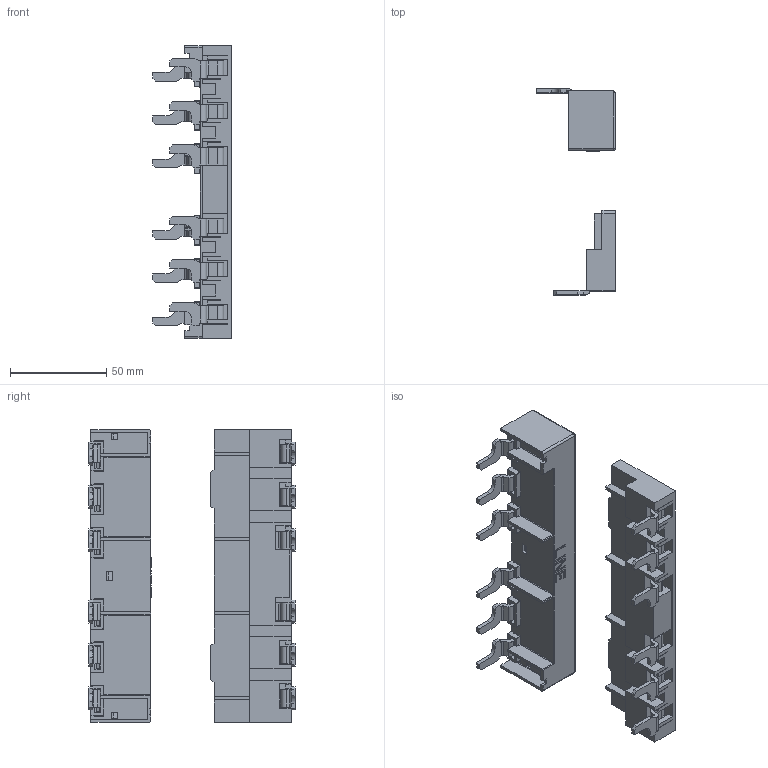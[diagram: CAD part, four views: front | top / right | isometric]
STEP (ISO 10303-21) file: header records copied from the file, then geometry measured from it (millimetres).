
FILE_DESCRIPTION (( 'STEP AP203' ), '1' );
FILE_NAME ('HMX4-BBREV.step', '2022-11-01T18:07:20', ( '' ), ( '' ), 'SwSTEP 2.0', 'SolidWorks 2021', '' );
FILE_SCHEMA (( 'CONFIG_CONTROL_DESIGN' ));
Length unit declared in the file: inch
Products named in the file (3): HMX4-BBREV-LINE; HMX4-BBREV-LOAD; HMX4-BBREV
Assembly tree (2 placements, depth 2):
  HMX4-BBREV
    HMX4-BBREV-LINE
    HMX4-BBREV-LOAD
Bounding box: 40.9 x 106.92 x 152 mm (x, y, z)
Volume: 129815.7 mm3; surface area: 95648.2 mm2
Topology: 8 solids, 8 shells, 1006 faces, 2864 edges, 1825 vertices
Faces by surface type: plane 746, cylinder 216, sphere 26, torus 18
Entity records: 32588 total; most frequent: CARTESIAN_POINT 5900, ORIENTED_EDGE 5676, DIRECTION 5278, EDGE_CURVE 2838, LINE 2394, VECTOR 2394, VERTEX_POINT 1825, AXIS2_PLACEMENT_3D 1442
